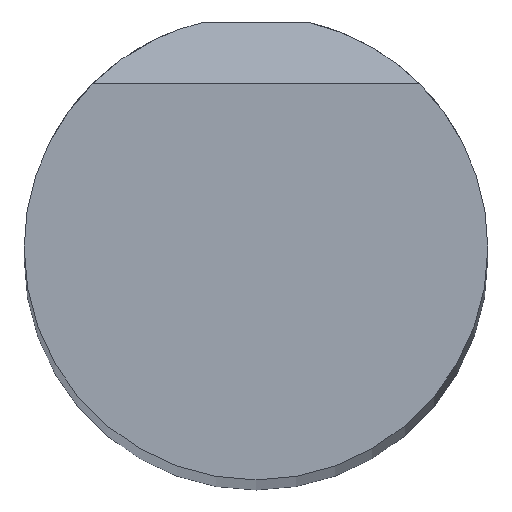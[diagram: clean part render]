
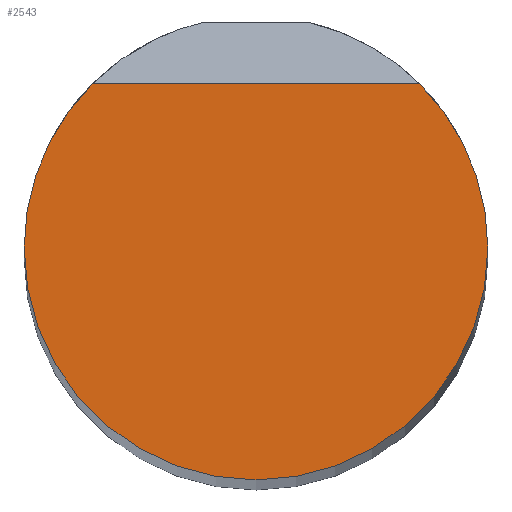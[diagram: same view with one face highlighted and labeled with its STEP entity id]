
A CAD part, top view. The second image highlights one B-rep face of the part: STEP entity #2543.
In plain terms, the highlighted planar face has unit normal (0, 0, 1).
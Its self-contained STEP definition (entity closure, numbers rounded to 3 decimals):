
#3 = VERTEX_POINT ( 'NONE', #300 ) ;
#279 = AXIS2_PLACEMENT_3D ( 'NONE', #2733, #3143, #1863 ) ;
#300 = CARTESIAN_POINT ( 'NONE',  ( -7.061, 7.081, 250. ) ) ;
#359 = ORIENTED_EDGE ( 'NONE', *, *, #1988, .F. ) ;
#422 = EDGE_CURVE ( 'NONE', #4175, #3, #616, .T. ) ;
#616 = LINE ( 'NONE', #4012, #4149 ) ;
#987 = AXIS2_PLACEMENT_3D ( 'NONE', #3332, #5069, #1178 ) ;
#991 = CIRCLE ( 'NONE', #279, 10. ) ;
#1062 = DIRECTION ( 'NONE',  ( 0., 0., -1. ) ) ;
#1178 = DIRECTION ( 'NONE',  ( 1., 0., 0. ) ) ;
#1215 = CARTESIAN_POINT ( 'NONE',  ( 10., 0., 250. ) ) ;
#1497 = ORIENTED_EDGE ( 'NONE', *, *, #3236, .F. ) ;
#1550 = DIRECTION ( 'NONE',  ( -1., 0., 0. ) ) ;
#1597 = CARTESIAN_POINT ( 'NONE',  ( -10., 0., 250. ) ) ;
#1746 = ORIENTED_EDGE ( 'NONE', *, *, #422, .T. ) ;
#1863 = DIRECTION ( 'NONE',  ( -1., 0., 0. ) ) ;
#1988 = EDGE_CURVE ( 'NONE', #4175, #2960, #4158, .T. ) ;
#2392 = CARTESIAN_POINT ( 'NONE',  ( 0., 0., 250. ) ) ;
#2490 = VERTEX_POINT ( 'NONE', #1597 ) ;
#2543 = ADVANCED_FACE ( 'NONE', ( #4582 ), #5502, .T. ) ;
#2733 = CARTESIAN_POINT ( 'NONE',  ( 0., 0., 250. ) ) ;
#2960 = VERTEX_POINT ( 'NONE', #1215 ) ;
#3143 = DIRECTION ( 'NONE',  ( 0., 0., -1. ) ) ;
#3236 = EDGE_CURVE ( 'NONE', #2490, #3, #991, .T. ) ;
#3251 = CARTESIAN_POINT ( 'NONE',  ( 0., 0., 250. ) ) ;
#3332 = CARTESIAN_POINT ( 'NONE',  ( 0., 0., 250. ) ) ;
#3723 = CIRCLE ( 'NONE', #5179, 10. ) ;
#4012 = CARTESIAN_POINT ( 'NONE',  ( 0., 7.081, 250. ) ) ;
#4098 = DIRECTION ( 'NONE',  ( -1., 0., 0. ) ) ;
#4123 = DIRECTION ( 'NONE',  ( -1., 0., 0. ) ) ;
#4149 = VECTOR ( 'NONE', #4098, 1000. ) ;
#4158 = CIRCLE ( 'NONE', #5336, 10. ) ;
#4175 = VERTEX_POINT ( 'NONE', #4640 ) ;
#4383 = ORIENTED_EDGE ( 'NONE', *, *, #5365, .F. ) ;
#4558 = DIRECTION ( 'NONE',  ( 0., 0., -1. ) ) ;
#4582 = FACE_OUTER_BOUND ( 'NONE', #5277, .T. ) ;
#4640 = CARTESIAN_POINT ( 'NONE',  ( 7.061, 7.081, 250. ) ) ;
#5069 = DIRECTION ( 'NONE',  ( 0., 0., 1. ) ) ;
#5179 = AXIS2_PLACEMENT_3D ( 'NONE', #3251, #4558, #1550 ) ;
#5277 = EDGE_LOOP ( 'NONE', ( #359, #1746, #1497, #4383 ) ) ;
#5336 = AXIS2_PLACEMENT_3D ( 'NONE', #2392, #1062, #4123 ) ;
#5365 = EDGE_CURVE ( 'NONE', #2960, #2490, #3723, .T. ) ;
#5502 = PLANE ( 'NONE',  #987 ) ;
